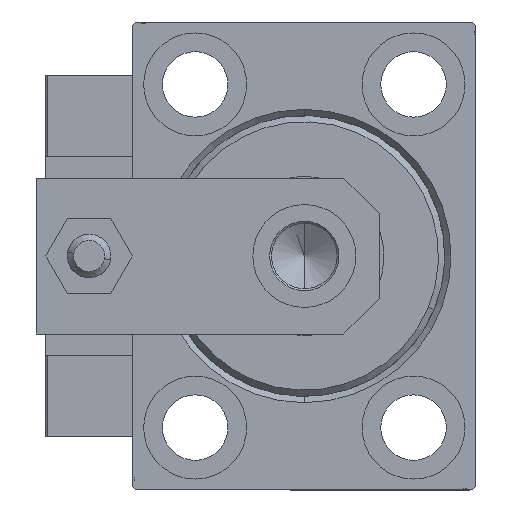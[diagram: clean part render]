
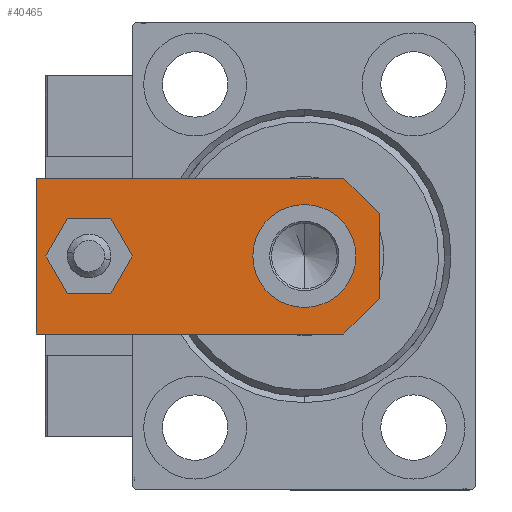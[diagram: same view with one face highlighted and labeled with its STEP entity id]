
A CAD part, left-side view. The second image highlights one B-rep face of the part: STEP entity #40465.
In plain terms, the highlighted face is planar.
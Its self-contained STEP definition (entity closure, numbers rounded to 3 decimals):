
#37 = AXIS2_PLACEMENT_3D ( 'NONE', #3247, #26711, #11299 ) ;
#1182 = CARTESIAN_POINT ( 'NONE',  ( 4., 46.5, 6. ) ) ;
#1731 = VERTEX_POINT ( 'NONE', #41093 ) ;
#1749 = VECTOR ( 'NONE', #31402, 1000. ) ;
#1816 = VERTEX_POINT ( 'NONE', #13688 ) ;
#1955 = ORIENTED_EDGE ( 'NONE', *, *, #7907, .T. ) ;
#3067 = VECTOR ( 'NONE', #19832, 1000. ) ;
#3247 = CARTESIAN_POINT ( 'NONE',  ( 0., 0., 6. ) ) ;
#3579 = CARTESIAN_POINT ( 'NONE',  ( 12.5, 55., 6. ) ) ;
#4030 = CIRCLE ( 'NONE', #8859, 8.25 ) ;
#4376 = VECTOR ( 'NONE', #48129, 1000. ) ;
#5489 = CIRCLE ( 'NONE', #40996, 4. ) ;
#6119 = LINE ( 'NONE', #28370, #42551 ) ;
#6423 = ORIENTED_EDGE ( 'NONE', *, *, #12566, .F. ) ;
#7559 = EDGE_CURVE ( 'NONE', #38931, #42751, #17581, .T. ) ;
#7655 = EDGE_CURVE ( 'NONE', #1731, #44727, #18351, .T. ) ;
#7877 = ORIENTED_EDGE ( 'NONE', *, *, #7559, .F. ) ;
#7907 = EDGE_CURVE ( 'NONE', #44727, #35297, #12003, .T. ) ;
#8859 = AXIS2_PLACEMENT_3D ( 'NONE', #44201, #25024, #46995 ) ;
#9507 = LINE ( 'NONE', #25158, #4376 ) ;
#9813 = CARTESIAN_POINT ( 'NONE',  ( -12.5, 5.66, 6. ) ) ;
#10162 = DIRECTION ( 'NONE',  ( 1., 0., 0. ) ) ;
#11126 = AXIS2_PLACEMENT_3D ( 'NONE', #20449, #35357, #36099 ) ;
#11299 = DIRECTION ( 'NONE',  ( 1., 0., 0. ) ) ;
#11435 = LINE ( 'NONE', #19763, #1749 ) ;
#11783 = FACE_OUTER_BOUND ( 'NONE', #45615, .T. ) ;
#12003 = LINE ( 'NONE', #23125, #3067 ) ;
#12566 = EDGE_CURVE ( 'NONE', #42751, #38931, #4030, .T. ) ;
#13242 = VERTEX_POINT ( 'NONE', #13640 ) ;
#13640 = CARTESIAN_POINT ( 'NONE',  ( -4., 46.5, 6. ) ) ;
#13688 = CARTESIAN_POINT ( 'NONE',  ( -6.84, 0., 6. ) ) ;
#14129 = CARTESIAN_POINT ( 'NONE',  ( 0., 46.5, 6. ) ) ;
#14374 = ORIENTED_EDGE ( 'NONE', *, *, #7655, .T. ) ;
#14625 = VERTEX_POINT ( 'NONE', #9813 ) ;
#16130 = DIRECTION ( 'NONE',  ( 0., 0., 1. ) ) ;
#17160 = EDGE_LOOP ( 'NONE', ( #7877, #6423 ) ) ;
#17581 = CIRCLE ( 'NONE', #11126, 8.25 ) ;
#17719 = ORIENTED_EDGE ( 'NONE', *, *, #43056, .T. ) ;
#18351 = LINE ( 'NONE', #40144, #29694 ) ;
#18379 = LINE ( 'NONE', #33535, #22988 ) ;
#19177 = DIRECTION ( 'NONE',  ( 0., 0., 1. ) ) ;
#19763 = CARTESIAN_POINT ( 'NONE',  ( -12.5, 55., 6. ) ) ;
#19832 = DIRECTION ( 'NONE',  ( 0., 1., 0. ) ) ;
#20063 = EDGE_CURVE ( 'NONE', #35297, #38385, #18379, .T. ) ;
#20350 = ORIENTED_EDGE ( 'NONE', *, *, #32597, .F. ) ;
#20449 = CARTESIAN_POINT ( 'NONE',  ( 0., 12., 6. ) ) ;
#22311 = EDGE_CURVE ( 'NONE', #14625, #1816, #9507, .T. ) ;
#22988 = VECTOR ( 'NONE', #49424, 1000. ) ;
#23125 = CARTESIAN_POINT ( 'NONE',  ( 12.5, 0., 6. ) ) ;
#23222 = CARTESIAN_POINT ( 'NONE',  ( 0., 46.5, 6. ) ) ;
#25024 = DIRECTION ( 'NONE',  ( 0., 0., 1. ) ) ;
#25158 = CARTESIAN_POINT ( 'NONE',  ( -3.42, -3.42, 6. ) ) ;
#26220 = FACE_BOUND ( 'NONE', #17160, .T. ) ;
#26711 = DIRECTION ( 'NONE',  ( 0., 0., 1. ) ) ;
#26988 = DIRECTION ( 'NONE',  ( 1., 0., 0. ) ) ;
#28370 = CARTESIAN_POINT ( 'NONE',  ( -12.5, 0., 6. ) ) ;
#28790 = DIRECTION ( 'NONE',  ( 0.707, 0.707, 0. ) ) ;
#29138 = EDGE_LOOP ( 'NONE', ( #20350, #45289 ) ) ;
#29694 = VECTOR ( 'NONE', #28790, 1000. ) ;
#29774 = VERTEX_POINT ( 'NONE', #1182 ) ;
#30509 = PLANE ( 'NONE',  #37 ) ;
#30874 = EDGE_CURVE ( 'NONE', #29774, #13242, #35296, .T. ) ;
#31053 = DIRECTION ( 'NONE',  ( 1., 0., 0. ) ) ;
#31229 = EDGE_CURVE ( 'NONE', #1816, #1731, #6119, .T. ) ;
#31402 = DIRECTION ( 'NONE',  ( 0., -1., 0. ) ) ;
#31701 = CARTESIAN_POINT ( 'NONE',  ( 8.25, 12., 6. ) ) ;
#31863 = ORIENTED_EDGE ( 'NONE', *, *, #31229, .T. ) ;
#32597 = EDGE_CURVE ( 'NONE', #13242, #29774, #5489, .T. ) ;
#33535 = CARTESIAN_POINT ( 'NONE',  ( 12.5, 55., 6. ) ) ;
#35296 = CIRCLE ( 'NONE', #48215, 4. ) ;
#35297 = VERTEX_POINT ( 'NONE', #3579 ) ;
#35357 = DIRECTION ( 'NONE',  ( 0., 0., 1. ) ) ;
#36099 = DIRECTION ( 'NONE',  ( 1., 0., 0. ) ) ;
#36407 = ORIENTED_EDGE ( 'NONE', *, *, #22311, .T. ) ;
#38385 = VERTEX_POINT ( 'NONE', #39575 ) ;
#38931 = VERTEX_POINT ( 'NONE', #43639 ) ;
#39575 = CARTESIAN_POINT ( 'NONE',  ( -12.5, 55., 6. ) ) ;
#39624 = CARTESIAN_POINT ( 'NONE',  ( 12.5, 5.66, 6. ) ) ;
#40144 = CARTESIAN_POINT ( 'NONE',  ( 3.42, -3.42, 6. ) ) ;
#40320 = ORIENTED_EDGE ( 'NONE', *, *, #20063, .T. ) ;
#40465 = ADVANCED_FACE ( 'NONE', ( #42353, #11783, #26220 ), #30509, .T. ) ;
#40996 = AXIS2_PLACEMENT_3D ( 'NONE', #23222, #19177, #31053 ) ;
#41093 = CARTESIAN_POINT ( 'NONE',  ( 6.84, 0., 6. ) ) ;
#42353 = FACE_BOUND ( 'NONE', #29138, .T. ) ;
#42551 = VECTOR ( 'NONE', #10162, 1000. ) ;
#42751 = VERTEX_POINT ( 'NONE', #31701 ) ;
#43056 = EDGE_CURVE ( 'NONE', #38385, #14625, #11435, .T. ) ;
#43639 = CARTESIAN_POINT ( 'NONE',  ( -8.25, 12., 6. ) ) ;
#44201 = CARTESIAN_POINT ( 'NONE',  ( 0., 12., 6. ) ) ;
#44727 = VERTEX_POINT ( 'NONE', #39624 ) ;
#45289 = ORIENTED_EDGE ( 'NONE', *, *, #30874, .F. ) ;
#45615 = EDGE_LOOP ( 'NONE', ( #17719, #36407, #31863, #14374, #1955, #40320 ) ) ;
#46995 = DIRECTION ( 'NONE',  ( 1., 0., 0. ) ) ;
#48129 = DIRECTION ( 'NONE',  ( 0.707, -0.707, 0. ) ) ;
#48215 = AXIS2_PLACEMENT_3D ( 'NONE', #14129, #16130, #26988 ) ;
#49424 = DIRECTION ( 'NONE',  ( -1., 0., 0. ) ) ;
